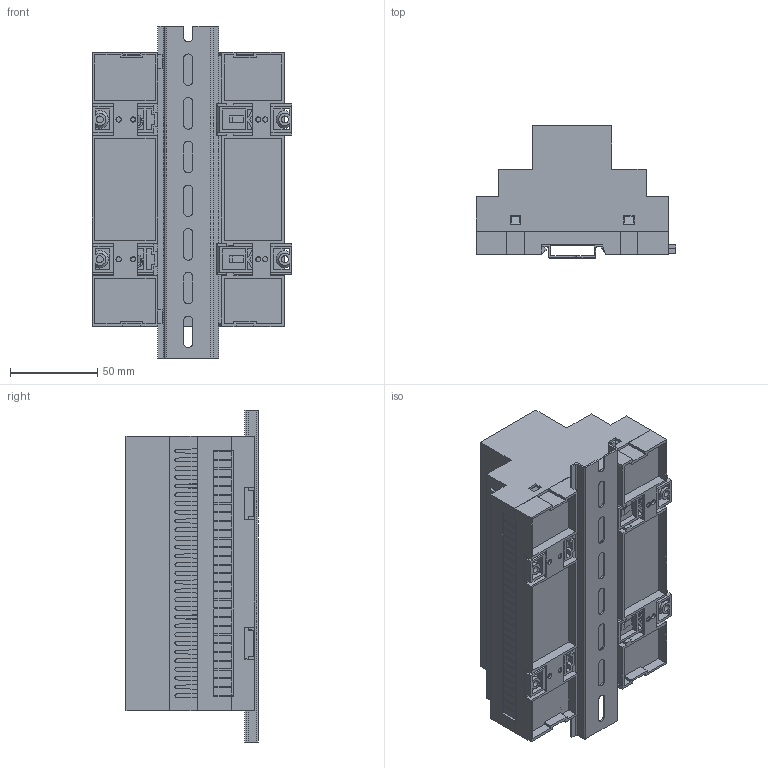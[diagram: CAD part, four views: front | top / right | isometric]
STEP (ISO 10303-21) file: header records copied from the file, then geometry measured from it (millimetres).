
FILE_DESCRIPTION (( 'STEP AP214' ), '1' );
FILE_NAME ('MD-157-01.STEP', '2022-01-24T11:01:41', ( '' ), ( '' ), 'SwSTEP 2.0', 'SolidWorks 2017', '' );
FILE_SCHEMA (( 'AUTOMOTIVE_DESIGN' ));
Length unit declared in the file: millimetre
Products named in the file (22): Screw-small; Clip-Big; Horizontal PCB-157; Clip-Small; MD-157-01; Rail-35-190mm; Base PCB-MDP-157-01; Base plate - MDB-157; Vertical PCB; TopCover - MDC-157
Assembly tree (12 placements, depth 2):
  Clip-Small
  MD-157-01
    TopCover - MDC-157
    Base plate - MDB-157
    Clip-Big  x2
    Clip-Small  x2
    Base PCB-MDP-157-01
    Vertical PCB
    Horizontal PCB-157
    Rail-35-190mm
    Screw-small  x2
  Rail-35-190mm
  Base PCB-MDP-157-01
  Base plate - MDB-157
Bounding box: 114.3 x 75.55 x 190 mm (x, y, z)
Volume: 159712.4 mm3; surface area: 231324 mm2
Topology: 12 solids, 12 shells, 2493 faces, 7801 edges, 5093 vertices
Faces by surface type: plane 1722, cylinder 735, cone 30, torus 6
Entity records: 83624 total; most frequent: ORIENTED_EDGE 14780, CARTESIAN_POINT 14683, DIRECTION 13848, EDGE_CURVE 7390, LINE 5602, VECTOR 5602, VERTEX_POINT 4826, AXIS2_PLACEMENT_3D 4123
